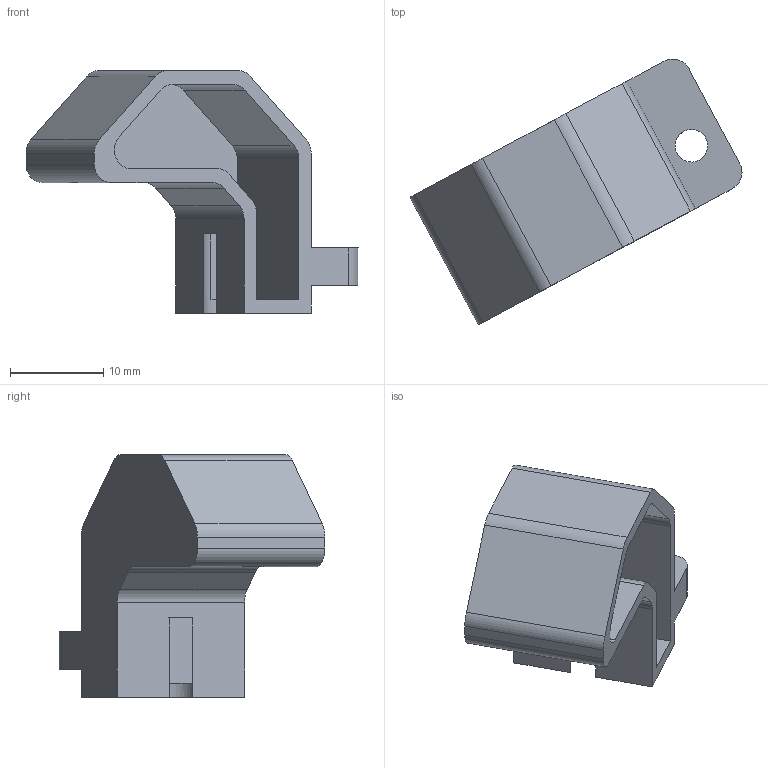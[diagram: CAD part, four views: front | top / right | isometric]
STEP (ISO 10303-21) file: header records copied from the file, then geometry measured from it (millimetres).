
FILE_DESCRIPTION(/* description */ (''),/* implementation_level */ '2;1');
FILE_NAME(/* name */ 'Matchboxscope_Lightperiscope_long_V0.stp',/* time_stamp */ '2022-06-14T09:03:20+02:00',/* author */ ('diederichbenedict'),/* organization */ (''),/* preprocessor_version */ 'ST-DEVELOPER v18.1',/* originating_system */ 'Autodesk Inventor 2022',/* authorisation */ '');
FILE_SCHEMA (('AUTOMOTIVE_DESIGN { 1 0 10303 214 3 1 1 }'));
Length unit declared in the file: millimetre
Products named in the file (1): Matchboxscope_Lightperiscope_long_V0
Bounding box: 35.59 x 28.5 x 26 mm (x, y, z)
Volume: 2605.2 mm3; surface area: 3435.1 mm2
Topology: 1 solids, 1 shells, 44 faces, 135 edges, 90 vertices
Faces by surface type: plane 25, cylinder 19
Full cylindrical faces by diameter (mm): 3.5 x1, 9 x1
Entity records: 1612 total; most frequent: CARTESIAN_POINT 315, ORIENTED_EDGE 270, DIRECTION 263, EDGE_CURVE 135, LINE 91, VECTOR 91, VERTEX_POINT 90, AXIS2_PLACEMENT_3D 86
